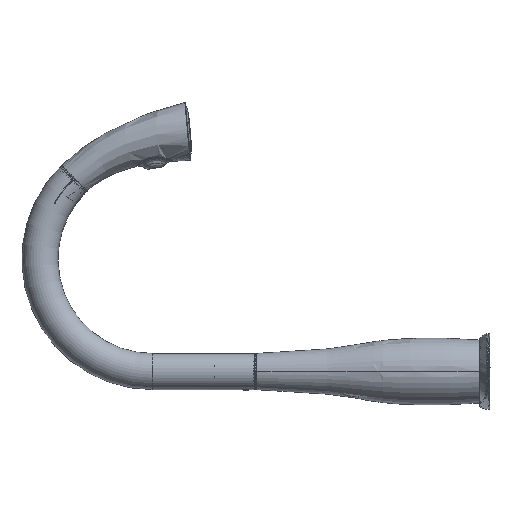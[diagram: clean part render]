
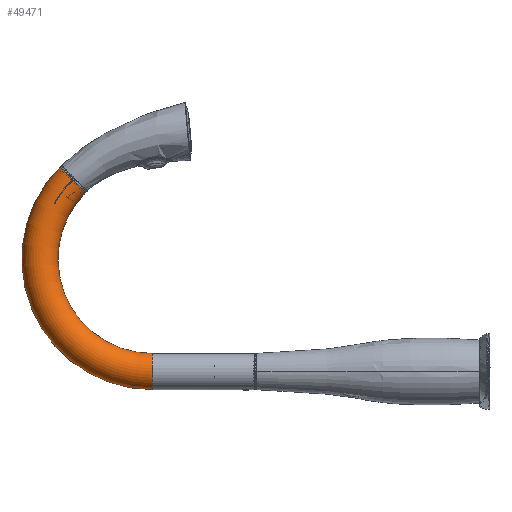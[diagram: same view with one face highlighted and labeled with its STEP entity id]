
A CAD part, left-side view. The second image highlights one B-rep face of the part: STEP entity #49471.
In plain terms, the highlighted toroidal (fillet/blend) face has major radius 93 mm and minor radius 15 mm.
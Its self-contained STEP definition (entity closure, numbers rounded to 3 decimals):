
#48947=CARTESIAN_POINT('',(-50.366,59.559,0.));
#48948=CARTESIAN_POINT('',(-50.366,59.559,
-0.267));
#48949=CARTESIAN_POINT('',(-50.311,59.625,
-0.799));
#48950=CARTESIAN_POINT('',(-50.066,59.906,
-1.514));
#48951=CARTESIAN_POINT('',(-49.678,60.317,
-2.067));
#48952=CARTESIAN_POINT('',(-49.17,60.804,
-2.42));
#48953=CARTESIAN_POINT('',(-48.569,61.312,
-2.542));
#48954=CARTESIAN_POINT('',(-47.928,61.786,
-2.413));
#48955=CARTESIAN_POINT('',(-47.322,62.18,
-2.047));
#48956=CARTESIAN_POINT('',(-46.821,62.47,
-1.481));
#48957=CARTESIAN_POINT('',(-46.494,62.645,
-0.772));
#48958=CARTESIAN_POINT('',(-46.42,62.683,
-0.257));
#48959=CARTESIAN_POINT('',(-46.42,62.683,0.));
#48961=CARTESIAN_POINT('',(0.,0.,0.));
#48962=DIRECTION('',(0.,0.,-1.));
#48963=DIRECTION('',(-0.595,0.804,0.));
#48964=AXIS2_PLACEMENT_3D('',#48961,#48962,#48963);
#48966=CARTESIAN_POINT('',(93.,0.,0.));
#48967=DIRECTION('',(0.,-1.,0.));
#48968=DIRECTION('',(-1.,0.,0.));
#48969=AXIS2_PLACEMENT_3D('',#48966,#48967,#48968);
#48971=CARTESIAN_POINT('',(0.,0.,-3.5));
#48972=DIRECTION('',(0.,0.,-1.));
#48973=DIRECTION('',(-0.707,0.707,0.));
#48974=AXIS2_PLACEMENT_3D('',#48971,#48972,#48973);
#48976=CARTESIAN_POINT('',(-54.556,56.324,-3.5));
#48977=CARTESIAN_POINT('',(-54.339,56.535,-3.5));
#48978=CARTESIAN_POINT('',(-53.885,56.942,
-3.421));
#48979=CARTESIAN_POINT('',(-53.199,57.473,
-3.066));
#48980=CARTESIAN_POINT('',(-52.579,57.893,
-2.498));
#48981=CARTESIAN_POINT('',(-52.089,58.19,
-1.774));
#48982=CARTESIAN_POINT('',(-51.763,58.373,
-0.902));
#48983=CARTESIAN_POINT('',(-51.693,58.411,
-0.299));
#48984=CARTESIAN_POINT('',(-51.693,58.411,0.));
#48986=CARTESIAN_POINT('',(0.,0.,0.));
#48987=DIRECTION('',(0.,0.,-1.));
#48988=DIRECTION('',(-0.663,0.749,0.));
#48989=AXIS2_PLACEMENT_3D('',#48986,#48987,#48988);
#49023=CARTESIAN_POINT('',(0.,0.,0.));
#49024=DIRECTION('',(0.,0.,-1.));
#49025=DIRECTION('',(-0.707,0.707,0.));
#49026=AXIS2_PLACEMENT_3D('',#49023,#49024,#49025);
#49093=CARTESIAN_POINT('',(-65.761,65.761,0.));
#49094=DIRECTION('',(0.707,0.707,0.));
#49095=DIRECTION('',(0.688,-0.688,-0.233));
#49096=AXIS2_PLACEMENT_3D('',#49093,#49094,#49095);
#49319=CARTESIAN_POINT('',(78.,0.,0.));
#49320=VERTEX_POINT('',#49319);
#49321=CARTESIAN_POINT('',(108.,0.,0.));
#49322=VERTEX_POINT('',#49321);
#49326=VERTEX_POINT('',#48947);
#49327=VERTEX_POINT('',#48959);
#49328=CARTESIAN_POINT('',(-76.368,76.368,0.));
#49329=VERTEX_POINT('',#49328);
#49330=CARTESIAN_POINT('',(-55.447,55.447,
-3.5));
#49331=VERTEX_POINT('',#49330);
#49332=CARTESIAN_POINT('',(-54.556,56.324,
-3.5));
#49333=VERTEX_POINT('',#49332);
#49334=VERTEX_POINT('',#48984);
#49449=CARTESIAN_POINT('',(0.,0.,0.));
#49450=DIRECTION('',(0.,0.,1.));
#49451=DIRECTION('',(-1.,0.,0.));
#49452=AXIS2_PLACEMENT_3D('',#49449,#49450,#49451);
#49453=TOROIDAL_SURFACE('',#49452,93.,15.);
#49455=ORIENTED_EDGE('',*,*,#49454,.T.);
#49457=ORIENTED_EDGE('',*,*,#49456,.T.);
#49458=ORIENTED_EDGE('',*,*,#49441,.T.);
#49460=ORIENTED_EDGE('',*,*,#49459,.F.);
#49462=ORIENTED_EDGE('',*,*,#49461,.F.);
#49464=ORIENTED_EDGE('',*,*,#49463,.T.);
#49466=ORIENTED_EDGE('',*,*,#49465,.T.);
#49468=ORIENTED_EDGE('',*,*,#49467,.T.);
#49469=EDGE_LOOP('',(#49455,#49457,#49458,#49460,#49462,#49464,#49466,#49468));
#49470=FACE_OUTER_BOUND('',#49469,.F.);
#49471=ADVANCED_FACE('',(#49470),#49453,.T.);
#48960=B_SPLINE_CURVE_WITH_KNOTS('',3,(#48947,#48948,#48949,#48950,#48951,
#48952,#48953,#48954,#48955,#48956,#48957,#48958,#48959),.UNSPECIFIED.,.F.,.F.,(
4,1,1,1,1,1,1,1,1,1,4),(0.,0.1,0.2,0.3,0.4,0.5,0.6,0.7,0.8,
0.9,1.),.UNSPECIFIED.);
#48965=CIRCLE('',#48964,78.);
#48970=CIRCLE('',#48969,15.);
#48975=CIRCLE('',#48974,78.414);
#48985=B_SPLINE_CURVE_WITH_KNOTS('',3,(#48976,#48977,#48978,#48979,#48980,
#48981,#48982,#48983,#48984),.UNSPECIFIED.,.F.,.F.,(4,1,1,1,1,1,4),(0.,
0.167,0.333,0.5,0.667,0.833,
1.),.UNSPECIFIED.);
#48990=CIRCLE('',#48989,78.);
#49027=CIRCLE('',#49026,108.);
#49097=CIRCLE('',#49096,15.);
#49441=EDGE_CURVE('',#49320,#49322,#48970,.T.);
#49454=EDGE_CURVE('',#49326,#49327,#48960,.T.);
#49456=EDGE_CURVE('',#49327,#49320,#48965,.T.);
#49459=EDGE_CURVE('',#49329,#49322,#49027,.T.);
#49461=EDGE_CURVE('',#49331,#49329,#49097,.T.);
#49463=EDGE_CURVE('',#49331,#49333,#48975,.T.);
#49465=EDGE_CURVE('',#49333,#49334,#48985,.T.);
#49467=EDGE_CURVE('',#49334,#49326,#48990,.T.);
